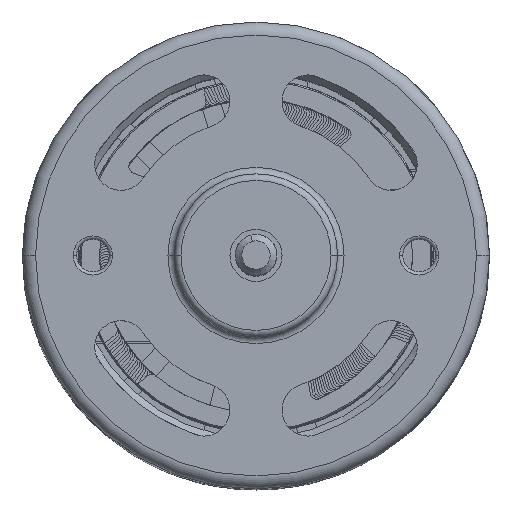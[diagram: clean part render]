
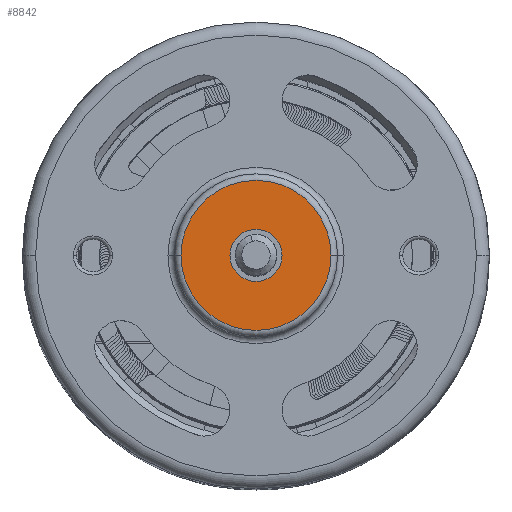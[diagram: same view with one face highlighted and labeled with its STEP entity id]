
A CAD part, top view. The second image highlights one B-rep face of the part: STEP entity #8842.
In plain terms, the highlighted planar face has unit normal (0, 0, 1).
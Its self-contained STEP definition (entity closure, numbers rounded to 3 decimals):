
#483 = PLANE ( 'NONE',  #2874 ) ;
#1167 = ORIENTED_EDGE ( 'NONE', *, *, #12172, .F. ) ;
#1432 = VERTEX_POINT ( 'NONE', #24543 ) ;
#2062 = EDGE_LOOP ( 'NONE', ( #22151, #15134 ) ) ;
#2874 = AXIS2_PLACEMENT_3D ( 'NONE', #26745, #24249, #7353 ) ;
#3383 = DIRECTION ( 'NONE',  ( 0., 0., 1. ) ) ;
#4852 = DIRECTION ( 'NONE',  ( 0., 0., 1. ) ) ;
#5152 = VERTEX_POINT ( 'NONE', #11807 ) ;
#5168 = CARTESIAN_POINT ( 'NONE',  ( 2., 0., 29.65 ) ) ;
#7353 = DIRECTION ( 'NONE',  ( 1., 0., 0. ) ) ;
#7566 = DIRECTION ( 'NONE',  ( 1., 0., 0. ) ) ;
#8775 = CIRCLE ( 'NONE', #20408, 2. ) ;
#8842 = ADVANCED_FACE ( 'NONE', ( #24475, #23797 ), #483, .T. ) ;
#9215 = DIRECTION ( 'NONE',  ( 1., 0., 0. ) ) ;
#10217 = CARTESIAN_POINT ( 'NONE',  ( 0., 0., 29.65 ) ) ;
#11807 = CARTESIAN_POINT ( 'NONE',  ( -5.75, 0., 29.65 ) ) ;
#12172 = EDGE_CURVE ( 'NONE', #13141, #16626, #8775, .T. ) ;
#12426 = DIRECTION ( 'NONE',  ( 1., 0., 0. ) ) ;
#12645 = EDGE_CURVE ( 'NONE', #1432, #5152, #21250, .T. ) ;
#13141 = VERTEX_POINT ( 'NONE', #5168 ) ;
#13280 = CIRCLE ( 'NONE', #17737, 5.75 ) ;
#13993 = AXIS2_PLACEMENT_3D ( 'NONE', #14715, #23227, #12426 ) ;
#14715 = CARTESIAN_POINT ( 'NONE',  ( 0., 0., 29.65 ) ) ;
#15134 = ORIENTED_EDGE ( 'NONE', *, *, #18594, .T. ) ;
#16049 = CARTESIAN_POINT ( 'NONE',  ( -2., 0., 29.65 ) ) ;
#16626 = VERTEX_POINT ( 'NONE', #16049 ) ;
#17349 = EDGE_CURVE ( 'NONE', #16626, #13141, #24888, .T. ) ;
#17737 = AXIS2_PLACEMENT_3D ( 'NONE', #19730, #4852, #9215 ) ;
#18594 = EDGE_CURVE ( 'NONE', #5152, #1432, #13280, .T. ) ;
#18648 = CARTESIAN_POINT ( 'NONE',  ( 0., 0., 29.65 ) ) ;
#19730 = CARTESIAN_POINT ( 'NONE',  ( 0., 0., 29.65 ) ) ;
#20408 = AXIS2_PLACEMENT_3D ( 'NONE', #10217, #21098, #23192 ) ;
#21098 = DIRECTION ( 'NONE',  ( 0., 0., 1. ) ) ;
#21211 = EDGE_LOOP ( 'NONE', ( #1167, #23976 ) ) ;
#21250 = CIRCLE ( 'NONE', #26029, 5.75 ) ;
#22151 = ORIENTED_EDGE ( 'NONE', *, *, #12645, .T. ) ;
#23192 = DIRECTION ( 'NONE',  ( 1., 0., 0. ) ) ;
#23227 = DIRECTION ( 'NONE',  ( 0., 0., 1. ) ) ;
#23797 = FACE_OUTER_BOUND ( 'NONE', #2062, .T. ) ;
#23976 = ORIENTED_EDGE ( 'NONE', *, *, #17349, .F. ) ;
#24249 = DIRECTION ( 'NONE',  ( 0., 0., 1. ) ) ;
#24475 = FACE_BOUND ( 'NONE', #21211, .T. ) ;
#24543 = CARTESIAN_POINT ( 'NONE',  ( 5.75, 0., 29.65 ) ) ;
#24888 = CIRCLE ( 'NONE', #13993, 2. ) ;
#26029 = AXIS2_PLACEMENT_3D ( 'NONE', #18648, #3383, #7566 ) ;
#26745 = CARTESIAN_POINT ( 'NONE',  ( 0., 0., 29.65 ) ) ;
